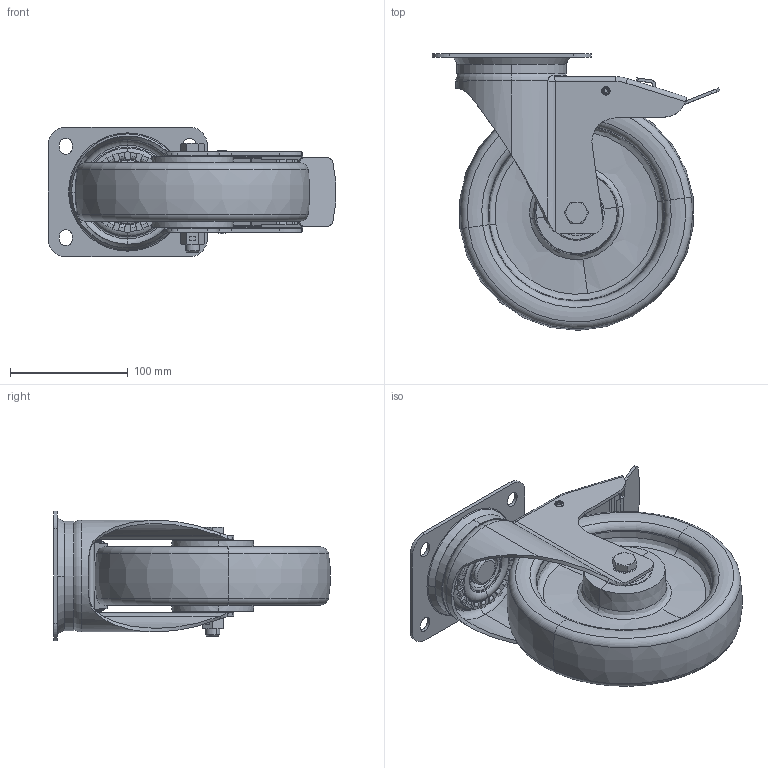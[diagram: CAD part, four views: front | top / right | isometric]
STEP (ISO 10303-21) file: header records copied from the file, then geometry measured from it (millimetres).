
FILE_DESCRIPTION (( 'STEP AP214' ), '1' );
FILE_NAME ('0055687.step', '2023-11-15T09:40:27', ( '' ), ( '' ), 'SwSTEP 2.0', 'SolidWorks 2020', '' );
FILE_SCHEMA (( 'AUTOMOTIVE_DESIGN' ));
Length unit declared in the file: millimetre
Products named in the file (1): 0055687
Bounding box: 244.14 x 234.81 x 110 mm (x, y, z)
Volume: 1224519.2 mm3; surface area: 407044.9 mm2
Topology: 30 solids, 30 shells, 1348 faces, 3314 edges, 2031 vertices
Faces by surface type: plane 501, cylinder 340, torus 247, cone 144, bspline 78, sphere 38
Entity records: 61386 total; most frequent: CARTESIAN_POINT 14425, DIRECTION 6977, ORIENTED_EDGE 6532, EDGE_CURVE 3266, AXIS2_PLACEMENT_3D 2801, VERTEX_POINT 2007, CIRCLE 1530, EDGE_LOOP 1441
